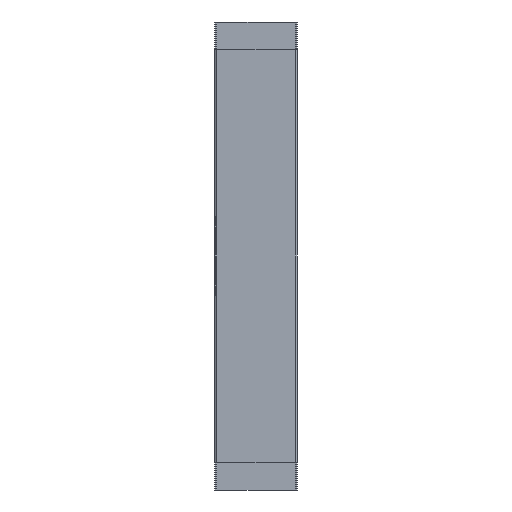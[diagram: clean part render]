
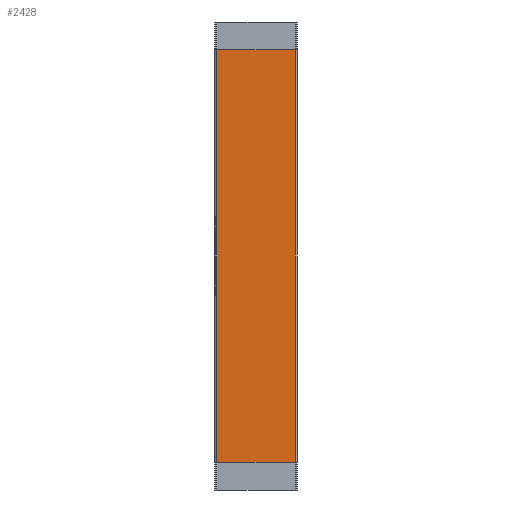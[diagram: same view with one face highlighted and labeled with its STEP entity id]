
A CAD part, front view. The second image highlights one B-rep face of the part: STEP entity #2428.
In plain terms, the highlighted planar face has unit normal (0, -1, 0).
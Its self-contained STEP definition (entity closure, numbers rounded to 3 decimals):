
#1 = CARTESIAN_POINT ( 'NONE',  ( 959.419, 23.028, 0. ) ) ;
#19 = EDGE_CURVE ( 'NONE', #1400, #325, #1847, .T. ) ;
#82 = CARTESIAN_POINT ( 'NONE',  ( 1016.372, 23.028, -1887. ) ) ;
#167 = VECTOR ( 'NONE', #706, 1000. ) ;
#183 = VECTOR ( 'NONE', #1916, 1000. ) ;
#193 = PLANE ( 'NONE',  #2763 ) ;
#241 = VERTEX_POINT ( 'NONE', #2183 ) ;
#251 = CARTESIAN_POINT ( 'NONE',  ( 1016.372, 23.028, 0. ) ) ;
#302 = LINE ( 'NONE', #3512, #1744 ) ;
#324 = LINE ( 'NONE', #1278, #3024 ) ;
#325 = VERTEX_POINT ( 'NONE', #82 ) ;
#384 = DIRECTION ( 'NONE',  ( 1., 0., 0. ) ) ;
#405 = VERTEX_POINT ( 'NONE', #2336 ) ;
#463 = EDGE_CURVE ( 'NONE', #405, #1400, #2488, .T. ) ;
#520 = EDGE_CURVE ( 'NONE', #405, #241, #302, .T. ) ;
#700 = EDGE_CURVE ( 'NONE', #2956, #241, #1297, .T. ) ;
#706 = DIRECTION ( 'NONE',  ( 0., 0., -1. ) ) ;
#878 = CARTESIAN_POINT ( 'NONE',  ( 1006.372, 23.028, -1887. ) ) ;
#946 = ORIENTED_EDGE ( 'NONE', *, *, #2032, .F. ) ;
#1008 = CARTESIAN_POINT ( 'NONE',  ( 1016.372, 23.028, -1587. ) ) ;
#1119 = VECTOR ( 'NONE', #384, 1000. ) ;
#1270 = CARTESIAN_POINT ( 'NONE',  ( 959.419, 23.028, 0. ) ) ;
#1278 = CARTESIAN_POINT ( 'NONE',  ( 1006.372, 23.028, -1587. ) ) ;
#1297 = LINE ( 'NONE', #1, #183 ) ;
#1400 = VERTEX_POINT ( 'NONE', #2831 ) ;
#1417 = EDGE_LOOP ( 'NONE', ( #3513, #2250, #1658, #946, #3018, #2313 ) ) ;
#1542 = DIRECTION ( 'NONE',  ( 1., 0., 0. ) ) ;
#1658 = ORIENTED_EDGE ( 'NONE', *, *, #3328, .T. ) ;
#1744 = VECTOR ( 'NONE', #3262, 1000. ) ;
#1847 = LINE ( 'NONE', #878, #1119 ) ;
#1887 = DIRECTION ( 'NONE',  ( 0., -1., 0. ) ) ;
#1916 = DIRECTION ( 'NONE',  ( 0., 0., -1. ) ) ;
#2032 = EDGE_CURVE ( 'NONE', #2956, #2469, #324, .T. ) ;
#2103 = CARTESIAN_POINT ( 'NONE',  ( 959.419, 23.028, 0. ) ) ;
#2134 = VECTOR ( 'NONE', #3497, 1000. ) ;
#2183 = CARTESIAN_POINT ( 'NONE',  ( 959.419, 23.028, -1708.5 ) ) ;
#2250 = ORIENTED_EDGE ( 'NONE', *, *, #19, .T. ) ;
#2284 = LINE ( 'NONE', #251, #2134 ) ;
#2313 = ORIENTED_EDGE ( 'NONE', *, *, #520, .F. ) ;
#2336 = CARTESIAN_POINT ( 'NONE',  ( 959.419, 23.028, -1765.5 ) ) ;
#2428 = ADVANCED_FACE ( 'NONE', ( #3321 ), #193, .T. ) ;
#2469 = VERTEX_POINT ( 'NONE', #1008 ) ;
#2488 = LINE ( 'NONE', #1270, #167 ) ;
#2763 = AXIS2_PLACEMENT_3D ( 'NONE', #2103, #1887, #3141 ) ;
#2831 = CARTESIAN_POINT ( 'NONE',  ( 959.419, 23.028, -1887. ) ) ;
#2956 = VERTEX_POINT ( 'NONE', #3049 ) ;
#3018 = ORIENTED_EDGE ( 'NONE', *, *, #700, .T. ) ;
#3024 = VECTOR ( 'NONE', #1542, 1000. ) ;
#3049 = CARTESIAN_POINT ( 'NONE',  ( 959.419, 23.028, -1587. ) ) ;
#3141 = DIRECTION ( 'NONE',  ( 0., 0., -1. ) ) ;
#3262 = DIRECTION ( 'NONE',  ( 0., 0., 1. ) ) ;
#3321 = FACE_OUTER_BOUND ( 'NONE', #1417, .T. ) ;
#3328 = EDGE_CURVE ( 'NONE', #325, #2469, #2284, .T. ) ;
#3497 = DIRECTION ( 'NONE',  ( 0., 0., 1. ) ) ;
#3512 = CARTESIAN_POINT ( 'NONE',  ( 959.419, 23.028, -1557. ) ) ;
#3513 = ORIENTED_EDGE ( 'NONE', *, *, #463, .T. ) ;
